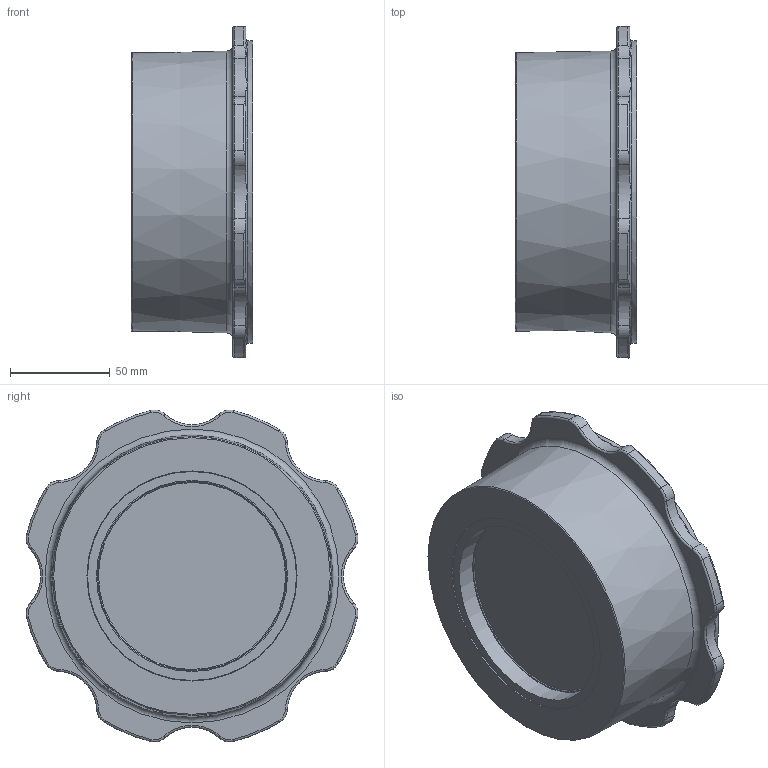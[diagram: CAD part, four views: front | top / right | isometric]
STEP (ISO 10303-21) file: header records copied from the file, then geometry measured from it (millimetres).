
FILE_DESCRIPTION((''),'2;1');
FILE_NAME('98200109.stp','2011-06-30T12:11:37',('frese'),(''),'Autodesk Inventor 2011','Autodesk Inventor 2011','');
FILE_SCHEMA(('AUTOMOTIVE_DESIGN { 1 0 10303 214 1 1 1 1 }'));
Length unit declared in the file: millimetre
Products named in the file (1): 98200109
Bounding box: 61 x 166.78 x 166.78 mm (x, y, z)
Volume: 363107.5 mm3; surface area: 107221 mm2
Topology: 1 solids, 4 shells, 180 faces, 454 edges, 287 vertices
Faces by surface type: plane 63, cylinder 56, torus 51, cone 10
Full cylindrical faces by diameter (mm): 4.917 x3, 5.9 x3, 6.3 x3, 8 x3, 96 x1, 105.6 x1, 126 x2, 135.8 x1, 152 x1
Entity records: 5380 total; most frequent: CARTESIAN_POINT 1111, DIRECTION 974, ORIENTED_EDGE 810, AXIS2_PLACEMENT_3D 420, EDGE_CURVE 405, VERTEX_POINT 269, CIRCLE 239, EDGE_LOOP 228
